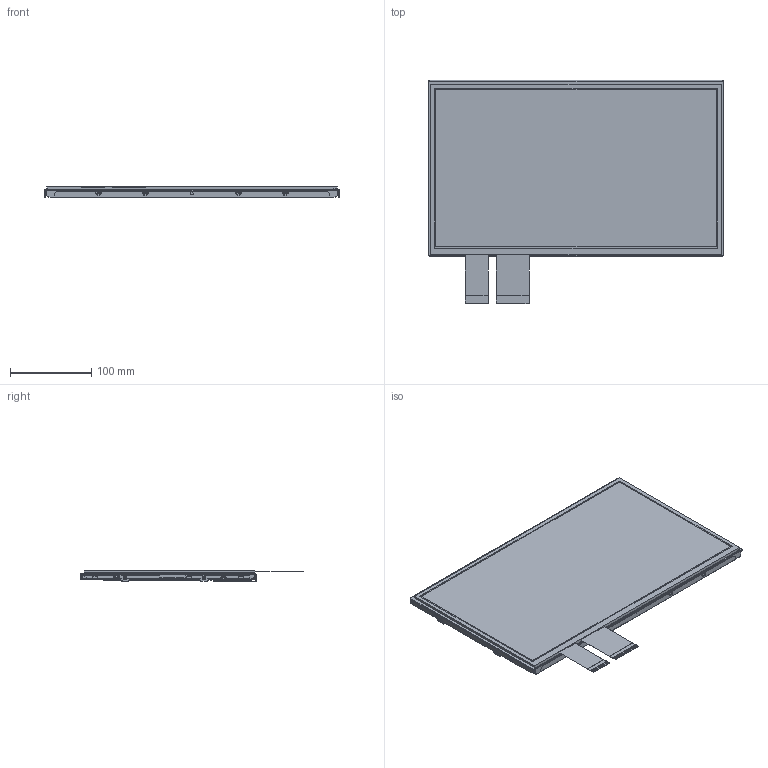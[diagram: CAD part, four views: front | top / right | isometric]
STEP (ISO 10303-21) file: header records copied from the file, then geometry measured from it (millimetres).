
FILE_DESCRIPTION(/* description */ (''),/* implementation_level */ '2;1');
FILE_NAME(/* name */ '',/* time_stamp */ '2025-12-23T14:22:24+09:00',/* author */ (''),/* organization */ (''),/* preprocessor_version */ 'ST-DEVELOPER v20',/* originating_system */ 'Autodesk Inventor 2024',/* authorisation */ '');
FILE_SCHEMA (('AUTOMOTIVE_DESIGN { 1 0 10303 214 3 1 1 }'));
Products named in the file (1): Part1
Bounding box: 363.8 x 274.32 x 12.85 mm (x, y, z)
Volume: 433180.6 mm3; surface area: 393896.6 mm2
Topology: 1 solids, 1 shells, 4190 faces, 11699 edges, 7414 vertices
Faces by surface type: plane 2668, cylinder 1232, bspline 184, cone 66, torus 32, sphere 8
Full cylindrical faces by diameter (mm): 0.5 x2, 0.9 x4, 1.97 x3, 2.5 x6, 3 x4, 3.05 x4, 3.5 x3, 3.8 x3, 4 x4, 4.6 x4, 6 x3
Entity records: 150335 total; most frequent: CARTESIAN_POINT 41345, ORIENTED_EDGE 23398, DIRECTION 22208, EDGE_CURVE 11699, LINE 8766, VECTOR 8766, VERTEX_POINT 7414, AXIS2_PLACEMENT_3D 6721
